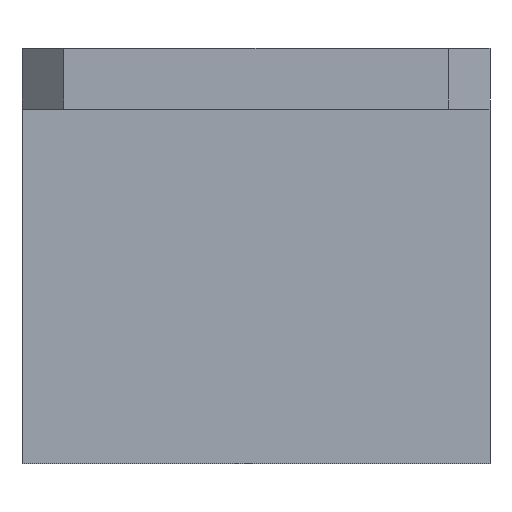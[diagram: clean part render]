
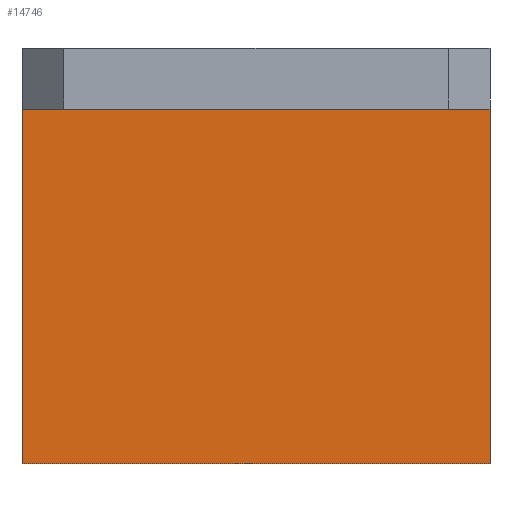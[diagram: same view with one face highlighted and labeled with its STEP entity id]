
A CAD part, front view. The second image highlights one B-rep face of the part: STEP entity #14746.
In plain terms, the highlighted planar face has unit normal (0, -1, 0).
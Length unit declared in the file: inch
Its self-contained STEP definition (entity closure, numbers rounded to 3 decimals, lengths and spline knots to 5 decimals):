
#460 = CARTESIAN_POINT ( 'NONE',  ( -0.8445, -0.323, -1.5 ) ) ;
#1202 = EDGE_CURVE ( 'NONE', #9708, #7067, #11466, .T. ) ;
#2063 = VERTEX_POINT ( 'NONE', #12244 ) ;
#2111 = LINE ( 'NONE', #8021, #13641 ) ;
#2544 = FACE_OUTER_BOUND ( 'NONE', #6726, .T. ) ;
#2666 = VECTOR ( 'NONE', #10031, 39.37008 ) ;
#3345 = DIRECTION ( 'NONE',  ( 0., 0., 1. ) ) ;
#6686 = DIRECTION ( 'NONE',  ( 1., 0., 0. ) ) ;
#6726 = EDGE_LOOP ( 'NONE', ( #17149, #8487, #15424, #17053 ) ) ;
#6744 = DIRECTION ( 'NONE',  ( 0., -1., 0. ) ) ;
#7028 = CARTESIAN_POINT ( 'NONE',  ( -0.8445, -0.323, -1.5 ) ) ;
#7067 = VERTEX_POINT ( 'NONE', #18078 ) ;
#7835 = EDGE_CURVE ( 'NONE', #2063, #7067, #10125, .T. ) ;
#8021 = CARTESIAN_POINT ( 'NONE',  ( -0.8445, -0.323, -1.5 ) ) ;
#8487 = ORIENTED_EDGE ( 'NONE', *, *, #1202, .T. ) ;
#9644 = AXIS2_PLACEMENT_3D ( 'NONE', #7028, #6744, #14218 ) ;
#9708 = VERTEX_POINT ( 'NONE', #17284 ) ;
#10031 = DIRECTION ( 'NONE',  ( -1., 0., 0. ) ) ;
#10109 = EDGE_CURVE ( 'NONE', #17508, #9708, #17321, .T. ) ;
#10125 = LINE ( 'NONE', #460, #14273 ) ;
#11466 = LINE ( 'NONE', #17292, #2666 ) ;
#12244 = CARTESIAN_POINT ( 'NONE',  ( -0.8445, -0.323, -1.5 ) ) ;
#12906 = EDGE_CURVE ( 'NONE', #2063, #17508, #2111, .T. ) ;
#13641 = VECTOR ( 'NONE', #6686, 39.37008 ) ;
#13833 = CARTESIAN_POINT ( 'NONE',  ( 0.8445, -0.323, -1.5 ) ) ;
#14218 = DIRECTION ( 'NONE',  ( 0., 0., -1. ) ) ;
#14273 = VECTOR ( 'NONE', #3345, 39.37008 ) ;
#14347 = VECTOR ( 'NONE', #14459, 39.37008 ) ;
#14459 = DIRECTION ( 'NONE',  ( 0., 0., 1. ) ) ;
#14746 = ADVANCED_FACE ( 'NONE', ( #2544 ), #16963, .T. ) ;
#15424 = ORIENTED_EDGE ( 'NONE', *, *, #7835, .F. ) ;
#15791 = CARTESIAN_POINT ( 'NONE',  ( 0.8445, -0.323, -1.5 ) ) ;
#16963 = PLANE ( 'NONE',  #9644 ) ;
#17053 = ORIENTED_EDGE ( 'NONE', *, *, #12906, .T. ) ;
#17149 = ORIENTED_EDGE ( 'NONE', *, *, #10109, .T. ) ;
#17284 = CARTESIAN_POINT ( 'NONE',  ( 0.8445, -0.323, -0.22 ) ) ;
#17292 = CARTESIAN_POINT ( 'NONE',  ( 0., -0.323, -0.22 ) ) ;
#17321 = LINE ( 'NONE', #15791, #14347 ) ;
#17508 = VERTEX_POINT ( 'NONE', #13833 ) ;
#18078 = CARTESIAN_POINT ( 'NONE',  ( -0.8445, -0.323, -0.22 ) ) ;
